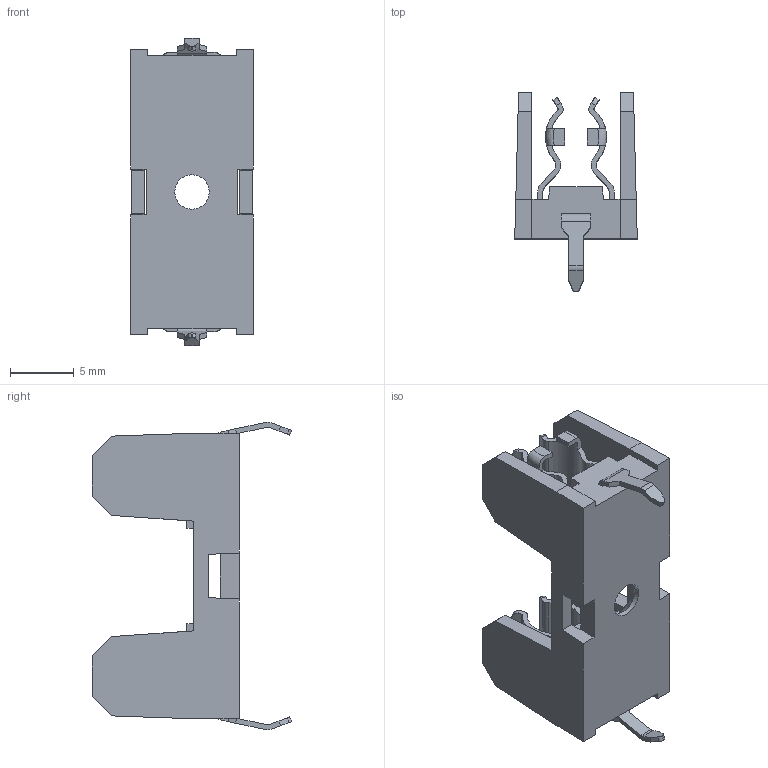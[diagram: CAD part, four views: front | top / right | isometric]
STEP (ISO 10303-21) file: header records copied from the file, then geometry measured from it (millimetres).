
FILE_DESCRIPTION( ( 'Unknown' ), '1' );
FILE_NAME( '696103201002.stp', 'Unknown', ( 'Unknown' ), ( 'Unknown' ), 'PSStep 18.0.17', 'Unknown', ' ' );
FILE_SCHEMA( ( 'AUTOMOTIVE_DESIGN { 1 0 10303 214 1 1 1 1 }' ) );
Length unit declared in the file: millimetre
Products named in the file (2): Assem1; 696103201002
Assembly tree (1 placements, depth 2):
  Assem1
    696103201002
Bounding box: 9.6 x 15.6 x 24.1 mm (x, y, z)
Volume: 896.7 mm3; surface area: 1581.7 mm2
Topology: 1 solids, 1 shells, 210 faces, 618 edges, 412 vertices
Faces by surface type: plane 148, cylinder 53, torus 8, cone 1
Full cylindrical faces by diameter (mm): 2.7 x1
Entity records: 9420 total; most frequent: CARTESIAN_POINT 2006, ORIENTED_EDGE 1230, DIRECTION 1154, EDGE_CURVE 615, LINE 468, VECTOR 468, VERTEX_POINT 411, AXIS2_PLACEMENT_3D 343
